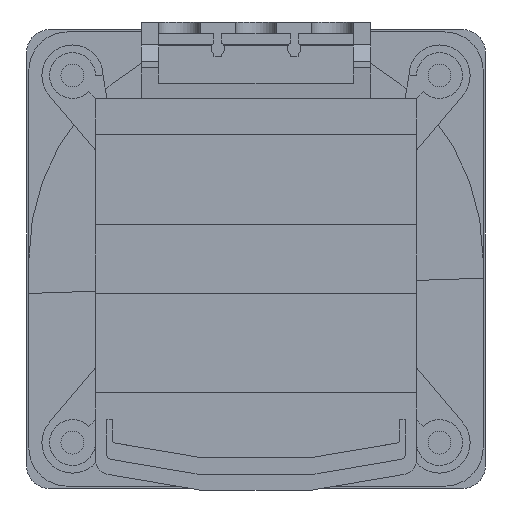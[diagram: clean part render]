
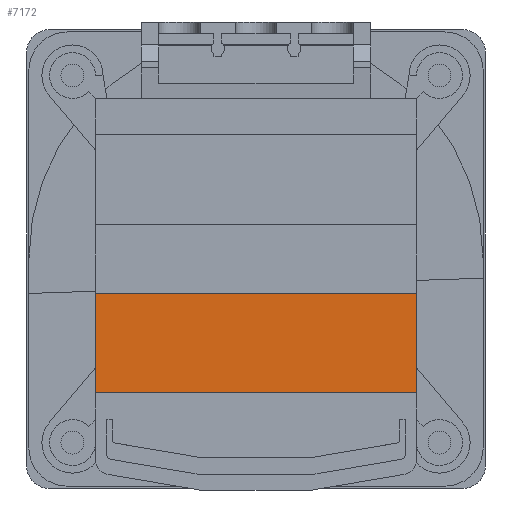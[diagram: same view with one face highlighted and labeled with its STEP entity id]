
A CAD part, front view. The second image highlights one B-rep face of the part: STEP entity #7172.
In plain terms, the highlighted planar face has unit normal (0, -1, 0).
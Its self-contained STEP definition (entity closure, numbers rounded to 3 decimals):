
#757=DIRECTION('',(0.,0.,1.));
#758=VECTOR('',#757,13.);
#759=CARTESIAN_POINT('',(-21.,5.2,-17.5));
#760=LINE('',#759,#758);
#859=DIRECTION('',(0.,0.,1.));
#860=VECTOR('',#859,13.);
#861=CARTESIAN_POINT('',(21.,5.2,-17.5));
#862=LINE('',#861,#860);
#1143=DIRECTION('',(-1.,0.,0.));
#1144=VECTOR('',#1143,42.);
#1145=CARTESIAN_POINT('',(21.,5.2,-17.5));
#1146=LINE('',#1145,#1144);
#1147=DIRECTION('',(-1.,0.,0.));
#1148=VECTOR('',#1147,42.);
#1149=CARTESIAN_POINT('',(21.,5.2,-4.5));
#1150=LINE('',#1149,#1148);
#4990=CARTESIAN_POINT('',(-21.,5.2,-17.5));
#4991=CARTESIAN_POINT('',(-21.,5.2,-4.5));
#4992=VERTEX_POINT('',#4990);
#4993=VERTEX_POINT('',#4991);
#5014=CARTESIAN_POINT('',(21.,5.2,-17.5));
#5015=CARTESIAN_POINT('',(21.,5.2,-4.5));
#5016=VERTEX_POINT('',#5014);
#5017=VERTEX_POINT('',#5015);
#7160=CARTESIAN_POINT('',(21.,5.2,-17.5));
#7161=DIRECTION('',(0.,1.,0.));
#7162=DIRECTION('',(0.,0.,1.));
#7163=AXIS2_PLACEMENT_3D('',#7160,#7161,#7162);
#7164=PLANE('',#7163);
#7165=ORIENTED_EDGE('',*,*,#6655,.T.);
#7167=ORIENTED_EDGE('',*,*,#7166,.F.);
#7168=ORIENTED_EDGE('',*,*,#6772,.F.);
#7169=ORIENTED_EDGE('',*,*,#7153,.T.);
#7170=EDGE_LOOP('',(#7165,#7167,#7168,#7169));
#7171=FACE_OUTER_BOUND('',#7170,.F.);
#7172=ADVANCED_FACE('',(#7171),#7164,.F.);
#6655=EDGE_CURVE('',#4992,#4993,#760,.T.);
#6772=EDGE_CURVE('',#5016,#5017,#862,.T.);
#7153=EDGE_CURVE('',#5016,#4992,#1146,.T.);
#7166=EDGE_CURVE('',#5017,#4993,#1150,.T.);
